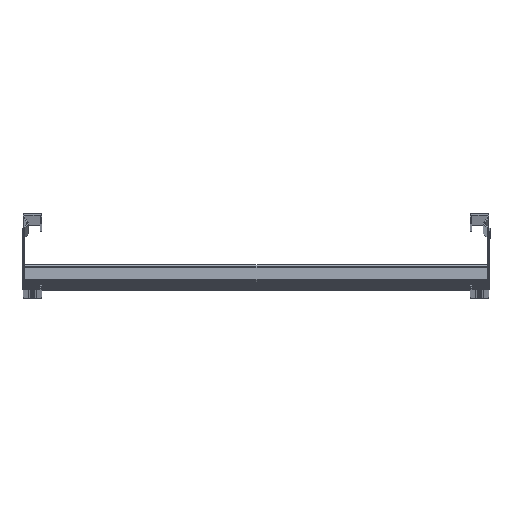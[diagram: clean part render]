
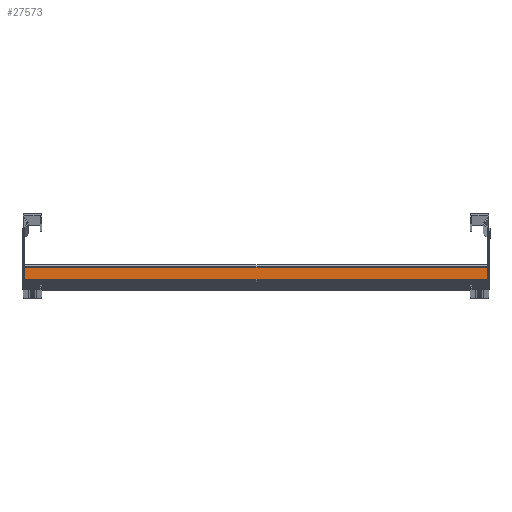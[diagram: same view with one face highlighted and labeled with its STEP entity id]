
A CAD part, top view. The second image highlights one B-rep face of the part: STEP entity #27573.
In plain terms, the highlighted face is planar.
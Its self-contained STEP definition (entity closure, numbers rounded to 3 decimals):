
#2519 = LINE ( 'NONE', #26621, #12030 ) ;
#3526 = ORIENTED_EDGE ( 'NONE', *, *, #4748, .F. ) ;
#4748 = EDGE_CURVE ( 'NONE', #18312, #16944, #2519, .T. ) ;
#4958 = EDGE_CURVE ( 'NONE', #18312, #27494, #9038, .T. ) ;
#5404 = CARTESIAN_POINT ( 'NONE',  ( 18., 15.5, -248.5 ) ) ;
#7105 = DIRECTION ( 'NONE',  ( 0., -1., 0. ) ) ;
#7744 = FACE_OUTER_BOUND ( 'NONE', #26406, .T. ) ;
#7801 = AXIS2_PLACEMENT_3D ( 'NONE', #19045, #16069, #27449 ) ;
#9038 = LINE ( 'NONE', #15829, #28313 ) ;
#9667 = LINE ( 'NONE', #26181, #32364 ) ;
#9879 = DIRECTION ( 'NONE',  ( 0., 0., -1. ) ) ;
#10452 = DIRECTION ( 'NONE',  ( 0., -1., 0. ) ) ;
#10554 = CARTESIAN_POINT ( 'NONE',  ( 18., 15.5, 248.5 ) ) ;
#12030 = VECTOR ( 'NONE', #9879, 1000. ) ;
#12039 = ORIENTED_EDGE ( 'NONE', *, *, #19358, .F. ) ;
#15829 = CARTESIAN_POINT ( 'NONE',  ( 18., 18., 248.5 ) ) ;
#16069 = DIRECTION ( 'NONE',  ( 1., 0., 0. ) ) ;
#16235 = EDGE_CURVE ( 'NONE', #27494, #20775, #28556, .T. ) ;
#16438 = PLANE ( 'NONE',  #7801 ) ;
#16944 = VERTEX_POINT ( 'NONE', #5404 ) ;
#18312 = VERTEX_POINT ( 'NONE', #10554 ) ;
#18353 = CARTESIAN_POINT ( 'NONE',  ( 18., 2.5, 248.5 ) ) ;
#19045 = CARTESIAN_POINT ( 'NONE',  ( 18., 18., 248.5 ) ) ;
#19358 = EDGE_CURVE ( 'NONE', #16944, #20775, #9667, .T. ) ;
#20775 = VERTEX_POINT ( 'NONE', #34399 ) ;
#22140 = CARTESIAN_POINT ( 'NONE',  ( 18., 2.5, 248.5 ) ) ;
#25560 = ORIENTED_EDGE ( 'NONE', *, *, #4958, .T. ) ;
#26181 = CARTESIAN_POINT ( 'NONE',  ( 18., 18., -248.5 ) ) ;
#26406 = EDGE_LOOP ( 'NONE', ( #12039, #3526, #25560, #34029 ) ) ;
#26621 = CARTESIAN_POINT ( 'NONE',  ( 18., 15.5, 248.5 ) ) ;
#27449 = DIRECTION ( 'NONE',  ( 0., 0., -1. ) ) ;
#27494 = VERTEX_POINT ( 'NONE', #18353 ) ;
#27573 = ADVANCED_FACE ( 'NONE', ( #7744 ), #16438, .T. ) ;
#28313 = VECTOR ( 'NONE', #10452, 1000. ) ;
#28556 = LINE ( 'NONE', #22140, #30676 ) ;
#30676 = VECTOR ( 'NONE', #32930, 1000. ) ;
#32364 = VECTOR ( 'NONE', #7105, 1000. ) ;
#32930 = DIRECTION ( 'NONE',  ( 0., 0., -1. ) ) ;
#34029 = ORIENTED_EDGE ( 'NONE', *, *, #16235, .T. ) ;
#34399 = CARTESIAN_POINT ( 'NONE',  ( 18., 2.5, -248.5 ) ) ;
